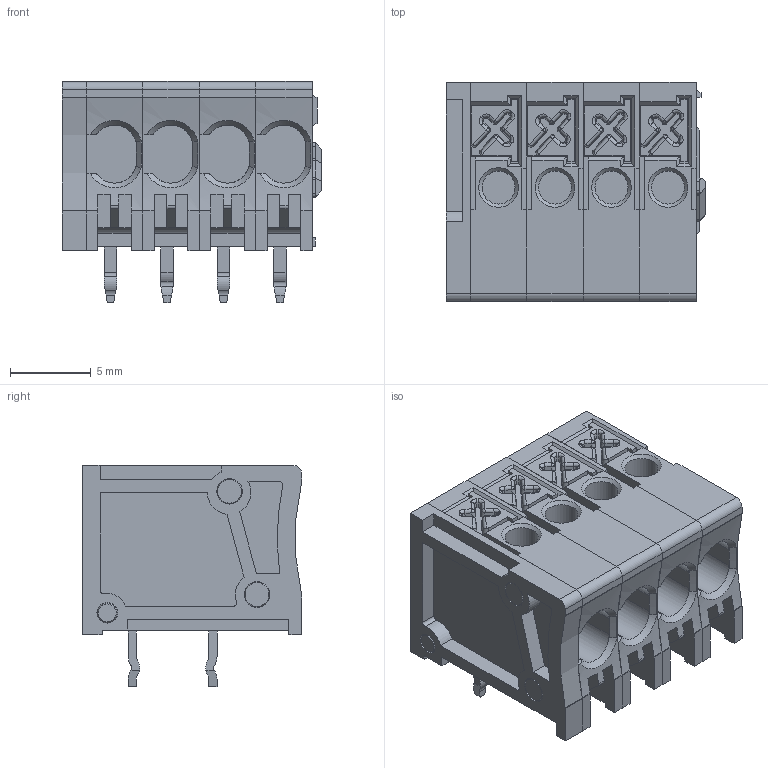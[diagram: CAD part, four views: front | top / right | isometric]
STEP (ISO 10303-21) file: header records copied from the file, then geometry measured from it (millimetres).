
FILE_DESCRIPTION( ( 'STEP AP214' ), '1' );
FILE_NAME( 'MWX751-35004-20230327.stp', '2023-03-28T06:03:00', ( ' ' ), ( ' ' ), 'XStep 1.0', ' ', ' ' );
FILE_SCHEMA( ( 'CONFIG_CONTROL_DESIGN) ( )' ) );
Length unit declared in the file: metre
Products named in the file (1): 1
Bounding box: 16.1 x 13.6 x 13.7 mm (x, y, z)
Volume: 1676.4 mm3; surface area: 2842.3 mm2
Topology: 1 solids, 13 shells, 994 faces, 2590 edges, 1644 vertices
Faces by surface type: plane 593, cylinder 235, cone 77, torus 39, bspline 34, sphere 16
Full cylindrical faces by diameter (mm): 1.2 x6, 1.5 x12, 2.05 x4
Entity records: 38494 total; most frequent: CARTESIAN_POINT 6389, DIRECTION 4998, ORIENTED_EDGE 4902, EDGE_CURVE 2451, LINE 1730, VECTOR 1730, AXIS2_PLACEMENT_3D 1634, VERTEX_POINT 1633
